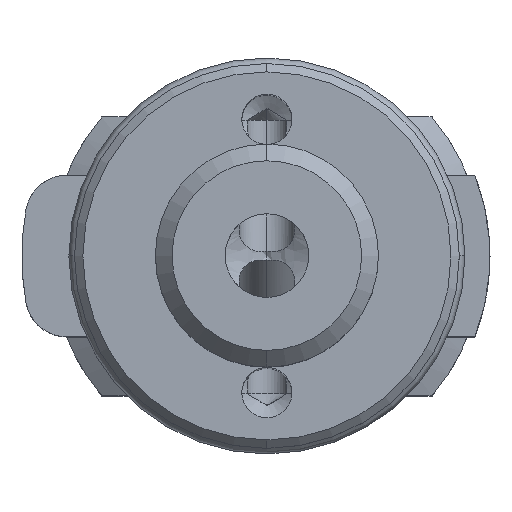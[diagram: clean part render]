
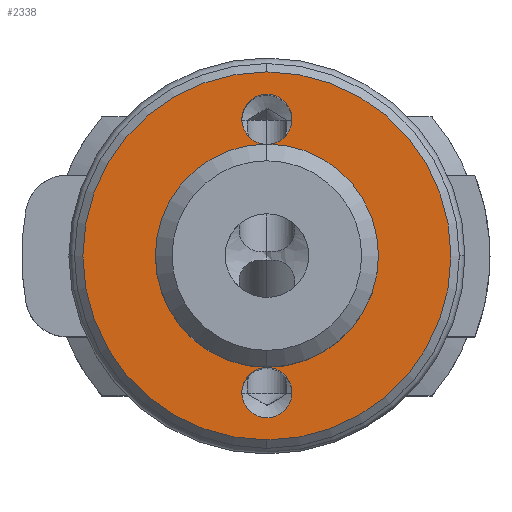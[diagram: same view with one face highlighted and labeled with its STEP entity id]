
A CAD part, top view. The second image highlights one B-rep face of the part: STEP entity #2338.
In plain terms, the highlighted planar face has unit normal (0, 0, 1).
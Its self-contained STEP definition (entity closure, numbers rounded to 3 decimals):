
#2253=CARTESIAN_POINT('',(-6.6,0.,-0.));
#2254=DIRECTION('',(0.,0.,-1.));
#2255=DIRECTION('',(0.,1.,0.));
#2256=AXIS2_PLACEMENT_3D('',#2253,#2254,#2255);
#2257=PLANE('',#2256);
#2258=CARTESIAN_POINT('',(0.9,-4.9,-0.));
#2259=VERTEX_POINT('',#2258);
#2260=CARTESIAN_POINT('',(-0.9,-4.9,-0.));
#2261=VERTEX_POINT('',#2260);
#2262=CARTESIAN_POINT('',(0.,-4.9,-0.));
#2263=DIRECTION('',(0.,0.,-1.));
#2264=DIRECTION('',(1.,0.,0.));
#2265=AXIS2_PLACEMENT_3D('',#2262,#2263,#2264);
#2266=CIRCLE('',#2265,0.9);
#2267=EDGE_CURVE('',#2259,#2261,#2266,.T.);
#2268=ORIENTED_EDGE('',*,*,#2267,.T.);
#2269=CARTESIAN_POINT('',(0.,-4.9,-0.));
#2270=DIRECTION('',(0.,0.,-1.));
#2271=DIRECTION('',(1.,0.,0.));
#2272=AXIS2_PLACEMENT_3D('',#2269,#2270,#2271);
#2273=CIRCLE('',#2272,0.9);
#2274=EDGE_CURVE('',#2261,#2259,#2273,.T.);
#2275=ORIENTED_EDGE('',*,*,#2274,.T.);
#2276=EDGE_LOOP('',(#2268,#2275));
#2277=FACE_BOUND('',#2276,.T.);
#2278=CARTESIAN_POINT('',(0.9,4.9,-0.));
#2279=VERTEX_POINT('',#2278);
#2280=CARTESIAN_POINT('',(-0.9,4.9,-0.));
#2281=VERTEX_POINT('',#2280);
#2282=CARTESIAN_POINT('',(0.,4.9,-0.));
#2283=DIRECTION('',(0.,0.,-1.));
#2284=DIRECTION('',(1.,0.,0.));
#2285=AXIS2_PLACEMENT_3D('',#2282,#2283,#2284);
#2286=CIRCLE('',#2285,0.9);
#2287=EDGE_CURVE('',#2279,#2281,#2286,.T.);
#2288=ORIENTED_EDGE('',*,*,#2287,.T.);
#2289=CARTESIAN_POINT('',(0.,4.9,-0.));
#2290=DIRECTION('',(0.,0.,-1.));
#2291=DIRECTION('',(1.,0.,0.));
#2292=AXIS2_PLACEMENT_3D('',#2289,#2290,#2291);
#2293=CIRCLE('',#2292,0.9);
#2294=EDGE_CURVE('',#2281,#2279,#2293,.T.);
#2295=ORIENTED_EDGE('',*,*,#2294,.T.);
#2296=EDGE_LOOP('',(#2288,#2295));
#2297=FACE_BOUND('',#2296,.T.);
#2298=CARTESIAN_POINT('',(-0.,-6.6,0.));
#2299=VERTEX_POINT('',#2298);
#2300=CARTESIAN_POINT('',(0.,6.6,0.));
#2301=VERTEX_POINT('',#2300);
#2302=CARTESIAN_POINT('',(0.,0.,-0.));
#2303=DIRECTION('',(0.,0.,1.));
#2304=DIRECTION('',(0.,-1.,0.));
#2305=AXIS2_PLACEMENT_3D('',#2302,#2303,#2304);
#2306=CIRCLE('',#2305,6.6);
#2307=EDGE_CURVE('',#2299,#2301,#2306,.T.);
#2308=ORIENTED_EDGE('',*,*,#2307,.T.);
#2309=CARTESIAN_POINT('',(0.,0.,-0.));
#2310=DIRECTION('',(0.,0.,1.));
#2311=DIRECTION('',(0.,-1.,0.));
#2312=AXIS2_PLACEMENT_3D('',#2309,#2310,#2311);
#2313=CIRCLE('',#2312,6.6);
#2314=EDGE_CURVE('',#2301,#2299,#2313,.T.);
#2315=ORIENTED_EDGE('',*,*,#2314,.T.);
#2316=EDGE_LOOP('',(#2308,#2315));
#2317=FACE_BOUND('',#2316,.T.);
#2318=CARTESIAN_POINT('',(0.,3.094,-0.));
#2319=VERTEX_POINT('',#2318);
#2320=CARTESIAN_POINT('',(-0.,-3.094,-0.));
#2321=VERTEX_POINT('',#2320);
#2322=CARTESIAN_POINT('',(0.,0.,-0.));
#2323=DIRECTION('',(0.,0.,1.));
#2324=DIRECTION('',(0.,-1.,0.));
#2325=AXIS2_PLACEMENT_3D('',#2322,#2323,#2324);
#2326=CIRCLE('',#2325,3.094);
#2327=EDGE_CURVE('',#2319,#2321,#2326,.T.);
#2328=ORIENTED_EDGE('',*,*,#2327,.F.);
#2329=CARTESIAN_POINT('',(0.,0.,-0.));
#2330=DIRECTION('',(0.,0.,1.));
#2331=DIRECTION('',(0.,-1.,0.));
#2332=AXIS2_PLACEMENT_3D('',#2329,#2330,#2331);
#2333=CIRCLE('',#2332,3.094);
#2334=EDGE_CURVE('',#2321,#2319,#2333,.T.);
#2335=ORIENTED_EDGE('',*,*,#2334,.F.);
#2336=EDGE_LOOP('',(#2328,#2335));
#2337=FACE_BOUND('',#2336,.T.);
#2338=ADVANCED_FACE('',(#2277,#2297,#2317,#2337),#2257,.F.);
